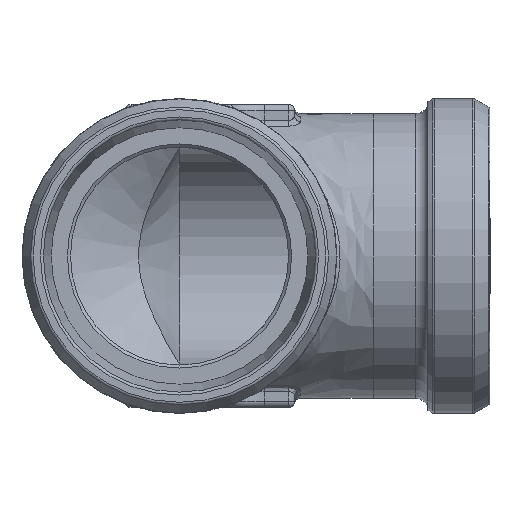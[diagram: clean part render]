
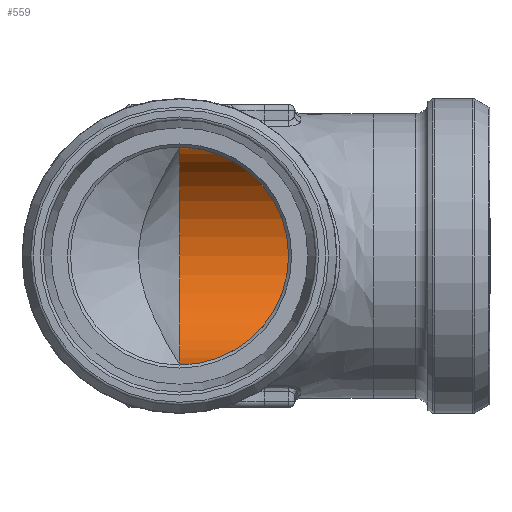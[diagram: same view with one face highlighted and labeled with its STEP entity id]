
A CAD part, front view. The second image highlights one B-rep face of the part: STEP entity #559.
In plain terms, the highlighted cylindrical face has radius 18 mm (diameter 36 mm), a full revolution.
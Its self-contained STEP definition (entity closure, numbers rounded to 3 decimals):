
#103=ELLIPSE('',#2423,25.456,18.);
#225=CYLINDRICAL_SURFACE('',#2434,18.);
#272=FACE_BOUND('',#875,.T.);
#273=FACE_BOUND('',#876,.T.);
#412=CIRCLE('',#2432,18.);
#413=CIRCLE('',#2433,18.);
#559=ADVANCED_FACE('',(#272,#273),#225,.F.);
#875=EDGE_LOOP('',(#1546));
#876=EDGE_LOOP('',(#1547,#1548));
#1546=ORIENTED_EDGE('',*,*,#2043,.F.);
#1547=ORIENTED_EDGE('',*,*,#2044,.T.);
#1548=ORIENTED_EDGE('',*,*,#2040,.F.);
#1743=VERTEX_POINT('',#4849);
#1744=VERTEX_POINT('',#4850);
#1746=VERTEX_POINT('',#4876);
#2040=EDGE_CURVE('',#1744,#1743,#103,.T.);
#2043=EDGE_CURVE('',#1746,#1746,#412,.T.);
#2044=EDGE_CURVE('',#1744,#1743,#413,.T.);
#2423=AXIS2_PLACEMENT_3D('',#4851,#2941,#2942);
#2432=AXIS2_PLACEMENT_3D('',#4875,#2959,#2960);
#2433=AXIS2_PLACEMENT_3D('',#4877,#2961,#2962);
#2434=AXIS2_PLACEMENT_3D('',#4878,#2963,#2964);
#2941=DIRECTION('',(0.707,0.707,0.));
#2942=DIRECTION('',(0.707,-0.707,0.));
#2959=DIRECTION('',(-1.,0.,0.));
#2960=DIRECTION('',(0.,1.,0.));
#2961=DIRECTION('',(-1.,0.,0.));
#2962=DIRECTION('',(0.,1.,0.));
#2963=DIRECTION('',(1.,0.,0.));
#2964=DIRECTION('',(0.,1.,0.));
#4849=CARTESIAN_POINT('',(0.,0.,-18.));
#4850=CARTESIAN_POINT('',(0.,0.,18.));
#4851=CARTESIAN_POINT('',(0.,0.,0.));
#4875=CARTESIAN_POINT('',(39.75,0.,0.));
#4876=CARTESIAN_POINT('',(39.75,18.,0.));
#4877=CARTESIAN_POINT('',(0.,0.,0.));
#4878=CARTESIAN_POINT('',(51.25,0.,0.));
